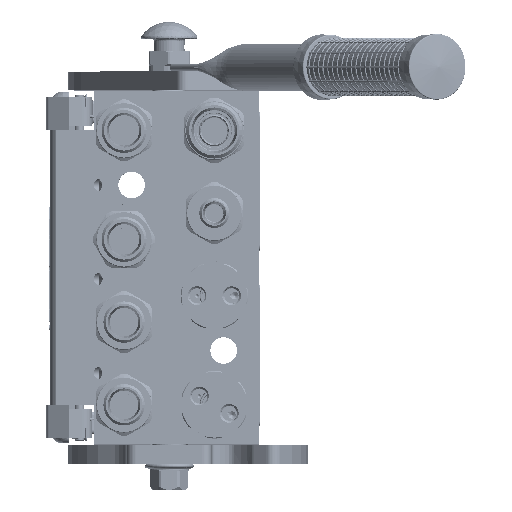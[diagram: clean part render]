
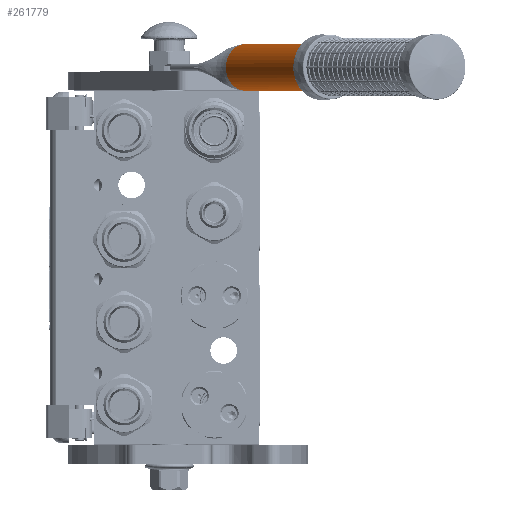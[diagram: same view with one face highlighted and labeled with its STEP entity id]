
A CAD part, top view. The second image highlights one B-rep face of the part: STEP entity #261779.
In plain terms, the highlighted cylindrical face has radius 12.5 mm (diameter 25 mm), a partial arc.
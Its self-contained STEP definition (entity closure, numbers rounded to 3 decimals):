
#9 = ORIENTED_EDGE ( 'NONE', *, *, #137040, .F. ) ;
#1608 = CARTESIAN_POINT ( 'NONE',  ( -12.481, 0.178, -0.688 ) ) ;
#2427 = CARTESIAN_POINT ( 'NONE',  ( 0., 0., 0. ) ) ;
#7452 = DIRECTION ( 'NONE',  ( 0., 1., 0. ) ) ;
#12567 = FACE_OUTER_BOUND ( 'NONE', #91297, .T. ) ;
#14225 = CARTESIAN_POINT ( 'NONE',  ( 12.478, 0.167, -0.748 ) ) ;
#16002 = DIRECTION ( 'NONE',  ( 0., 1., 0. ) ) ;
#21199 = CARTESIAN_POINT ( 'NONE',  ( -12.5, 0.24, 0. ) ) ;
#22147 = CARTESIAN_POINT ( 'NONE',  ( -12.488, 0.202, -0.541 ) ) ;
#25052 = CARTESIAN_POINT ( 'NONE',  ( -12.456, 0.096, -1.087 ) ) ;
#27304 = EDGE_CURVE ( 'NONE', #238212, #92438, #171464, .T. ) ;
#33696 = EDGE_CURVE ( 'NONE', #242048, #221654, #33772, .T. ) ;
#33772 = CIRCLE ( 'NONE', #119706, 12.5 ) ;
#35728 = CARTESIAN_POINT ( 'NONE',  ( 12.441, 0.049, -1.219 ) ) ;
#36664 = CARTESIAN_POINT ( 'NONE',  ( 12.466, 0.127, -0.927 ) ) ;
#45288 = DIRECTION ( 'NONE',  ( 0., -1., 0. ) ) ;
#46065 = EDGE_CURVE ( 'NONE', #238212, #90605, #93317, .T. ) ;
#47485 = CARTESIAN_POINT ( 'NONE',  ( -12.482, 0.18, -0.676 ) ) ;
#48308 = DIRECTION ( 'NONE',  ( 0., 1., 0. ) ) ;
#51587 = AXIS2_PLACEMENT_3D ( 'NONE', #66791, #45288, #203018 ) ;
#54294 = CARTESIAN_POINT ( 'NONE',  ( 12.468, 0.136, -0.889 ) ) ;
#54845 = ORIENTED_EDGE ( 'NONE', *, *, #272800, .T. ) ;
#57871 = CYLINDRICAL_SURFACE ( 'NONE', #51587, 12.5 ) ;
#66791 = CARTESIAN_POINT ( 'NONE',  ( 0., 0., 0. ) ) ;
#71773 = VECTOR ( 'NONE', #187900, 1000. ) ;
#74735 = DIRECTION ( 'NONE',  ( 1., 0., 0. ) ) ;
#77632 = CARTESIAN_POINT ( 'NONE',  ( 12.452, 0.083, -1.1 ) ) ;
#77991 = CARTESIAN_POINT ( 'NONE',  ( -12.5, 0.24, 0. ) ) ;
#78702 = CARTESIAN_POINT ( 'NONE',  ( 12.426, 0., -1.36 ) ) ;
#79758 = EDGE_CURVE ( 'NONE', #92438, #156954, #224766, .T. ) ;
#80531 = CARTESIAN_POINT ( 'NONE',  ( 12.464, 0.121, -0.953 ) ) ;
#86521 = CARTESIAN_POINT ( 'NONE',  ( -12.5, 0.24, -0.108 ) ) ;
#89036 = LINE ( 'NONE', #144958, #71773 ) ;
#90605 = VERTEX_POINT ( 'NONE', #254997 ) ;
#91297 = EDGE_LOOP ( 'NONE', ( #122887, #266725, #9, #54845, #207067, #271486, #218103 ) ) ;
#91316 = CARTESIAN_POINT ( 'NONE',  ( -12.481, 0.178, -0.683 ) ) ;
#92438 = VERTEX_POINT ( 'NONE', #241896 ) ;
#93317 = B_SPLINE_CURVE_WITH_KNOTS ( 'NONE', 3,
 ( #254872, #35728, #77632, #258730, #80531, #36664, #168138, #101912, #54294, #147616, #257745, #14225, #124183, #170061, #279228, #210041 ),
 .UNSPECIFIED., .F., .F.,
 ( 4, 2, 1, 2, 2, 1, 2, 2, 4 ),
 ( 0., 0.25, 0.313, 0.328, 0.344, 0.375, 0.438, 0.5, 1. ),
 .UNSPECIFIED. ) ;
#94204 = CARTESIAN_POINT ( 'NONE',  ( -12.426, 0., -1.36 ) ) ;
#101912 = CARTESIAN_POINT ( 'NONE',  ( 12.467, 0.131, -0.91 ) ) ;
#103704 = CARTESIAN_POINT ( 'NONE',  ( 0., 0., 0. ) ) ;
#110463 = CARTESIAN_POINT ( 'NONE',  ( -12.426, 0., -1.36 ) ) ;
#110734 = CARTESIAN_POINT ( 'NONE',  ( -12.499, 0.235, -0.221 ) ) ;
#113836 = EDGE_CURVE ( 'NONE', #90605, #242048, #200989, .T. ) ;
#114398 = DIRECTION ( 'NONE',  ( 0.994, 0., -0.109 ) ) ;
#118404 = DIRECTION ( 'NONE',  ( 0., 1., 0. ) ) ;
#119706 = AXIS2_PLACEMENT_3D ( 'NONE', #186648, #7452, #74735 ) ;
#122887 = ORIENTED_EDGE ( 'NONE', *, *, #27304, .T. ) ;
#124183 = CARTESIAN_POINT ( 'NONE',  ( 12.479, 0.172, -0.721 ) ) ;
#127660 = VECTOR ( 'NONE', #118404, 1000. ) ;
#131141 = CARTESIAN_POINT ( 'NONE',  ( -12.486, 0.195, -0.586 ) ) ;
#135957 = CARTESIAN_POINT ( 'NONE',  ( -12.472, 0.146, -0.859 ) ) ;
#137040 = EDGE_CURVE ( 'NONE', #167239, #156954, #241565, .T. ) ;
#144912 = AXIS2_PLACEMENT_3D ( 'NONE', #103704, #16002, #215668 ) ;
#144958 = CARTESIAN_POINT ( 'NONE',  ( -12.5, 0.24, 0. ) ) ;
#147616 = CARTESIAN_POINT ( 'NONE',  ( 12.471, 0.146, -0.847 ) ) ;
#156954 = VERTEX_POINT ( 'NONE', #110463 ) ;
#167239 = VERTEX_POINT ( 'NONE', #77991 ) ;
#168138 = CARTESIAN_POINT ( 'NONE',  ( 12.466, 0.13, -0.917 ) ) ;
#170061 = CARTESIAN_POINT ( 'NONE',  ( 12.494, 0.221, -0.449 ) ) ;
#171464 = CIRCLE ( 'NONE', #248763, 12.5 ) ;
#186648 = CARTESIAN_POINT ( 'NONE',  ( 0., 198., 0. ) ) ;
#187900 = DIRECTION ( 'NONE',  ( 0., 1., 0. ) ) ;
#197877 = CARTESIAN_POINT ( 'NONE',  ( 12.5, 198., 0. ) ) ;
#198465 = CARTESIAN_POINT ( 'NONE',  ( -12.482, 0.182, -0.665 ) ) ;
#200387 = CARTESIAN_POINT ( 'NONE',  ( -12.484, 0.186, -0.638 ) ) ;
#200989 = LINE ( 'NONE', #277223, #127660 ) ;
#203018 = DIRECTION ( 'NONE',  ( 1., 0., 0. ) ) ;
#207067 = ORIENTED_EDGE ( 'NONE', *, *, #33696, .F. ) ;
#210041 = CARTESIAN_POINT ( 'NONE',  ( 12.5, 0.24, 0. ) ) ;
#215668 = DIRECTION ( 'NONE',  ( 0.994, 0., -0.109 ) ) ;
#218103 = ORIENTED_EDGE ( 'NONE', *, *, #46065, .F. ) ;
#221654 = VERTEX_POINT ( 'NONE', #230974 ) ;
#224766 = CIRCLE ( 'NONE', #144912, 12.5 ) ;
#230974 = CARTESIAN_POINT ( 'NONE',  ( -12.5, 198., 0. ) ) ;
#238212 = VERTEX_POINT ( 'NONE', #78702 ) ;
#241565 = B_SPLINE_CURVE_WITH_KNOTS ( 'NONE', 3,
 ( #21199, #86521, #110734, #266674, #264755, #22147, #131141, #200387, #198465, #47485, #91316, #1608, #135957, #25052, #94204 ),
 .UNSPECIFIED., .F., .F.,
 ( 4, 2, 2, 1, 1, 1, 2, 2, 4 ),
 ( 0., 0.25, 0.375, 0.438, 0.469, 0.484, 0.492, 0.5, 1. ),
 .UNSPECIFIED. ) ;
#241896 = CARTESIAN_POINT ( 'NONE',  ( 0., 0., -12.5 ) ) ;
#242048 = VERTEX_POINT ( 'NONE', #197877 ) ;
#248763 = AXIS2_PLACEMENT_3D ( 'NONE', #2427, #48308, #114398 ) ;
#254872 = CARTESIAN_POINT ( 'NONE',  ( 12.426, 0., -1.36 ) ) ;
#254997 = CARTESIAN_POINT ( 'NONE',  ( 12.5, 0.24, 0. ) ) ;
#257745 = CARTESIAN_POINT ( 'NONE',  ( 12.474, 0.155, -0.804 ) ) ;
#258730 = CARTESIAN_POINT ( 'NONE',  ( 12.461, 0.114, -0.981 ) ) ;
#261779 = ADVANCED_FACE ( 'NONE', ( #12567 ), #57871, .T. ) ;
#264755 = CARTESIAN_POINT ( 'NONE',  ( -12.492, 0.214, -0.452 ) ) ;
#266674 = CARTESIAN_POINT ( 'NONE',  ( -12.494, 0.22, -0.394 ) ) ;
#266725 = ORIENTED_EDGE ( 'NONE', *, *, #79758, .T. ) ;
#271486 = ORIENTED_EDGE ( 'NONE', *, *, #113836, .F. ) ;
#272800 = EDGE_CURVE ( 'NONE', #167239, #221654, #89036, .T. ) ;
#277223 = CARTESIAN_POINT ( 'NONE',  ( 12.5, 0.24, 0. ) ) ;
#279228 = CARTESIAN_POINT ( 'NONE',  ( 12.5, 0.24, -0.216 ) ) ;
